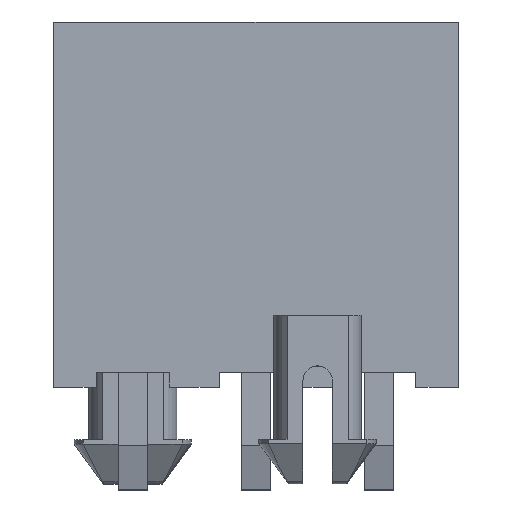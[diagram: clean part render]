
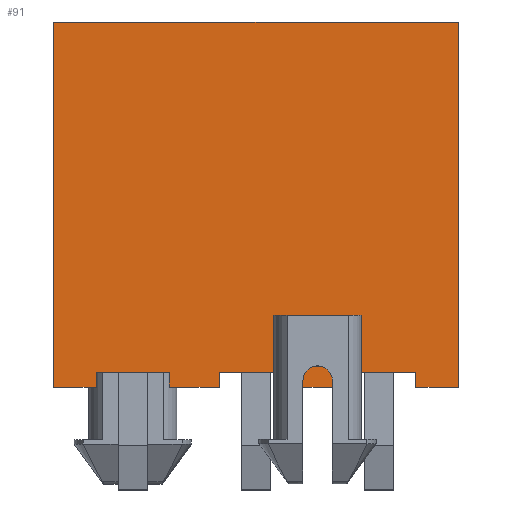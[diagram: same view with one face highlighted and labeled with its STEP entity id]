
A CAD part, top view. The second image highlights one B-rep face of the part: STEP entity #91.
In plain terms, the highlighted planar face has unit normal (0, 0, 1).
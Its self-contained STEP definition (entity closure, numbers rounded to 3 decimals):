
#91=ADVANCED_FACE('',(#309,#310),#311,.T.);
#309=FACE_OUTER_BOUND('',#690,.T.);
#310=FACE_BOUND('',#691,.T.);
#311=PLANE('',#692);
#690=EDGE_LOOP('',(#1215,#1216,#1217,#1218,#1219,#1220,#1221,#1222,#1223,#1224,#1225,#1226,#1227,#1228,#1229,#1230));
#691=EDGE_LOOP('',(#1231,#1232,#1233,#1234));
#692=AXIS2_PLACEMENT_3D('',#1235,#1236,#1237);
#1215=ORIENTED_EDGE('',*,*,#2630,.F.);
#1216=ORIENTED_EDGE('',*,*,#2631,.F.);
#1217=ORIENTED_EDGE('',*,*,#2623,.F.);
#1218=ORIENTED_EDGE('',*,*,#2632,.T.);
#1219=ORIENTED_EDGE('',*,*,#2633,.F.);
#1220=ORIENTED_EDGE('',*,*,#2634,.F.);
#1221=ORIENTED_EDGE('',*,*,#2613,.F.);
#1222=ORIENTED_EDGE('',*,*,#2635,.T.);
#1223=ORIENTED_EDGE('',*,*,#2636,.F.);
#1224=ORIENTED_EDGE('',*,*,#2599,.F.);
#1225=ORIENTED_EDGE('',*,*,#2608,.F.);
#1226=ORIENTED_EDGE('',*,*,#2637,.F.);
#1227=ORIENTED_EDGE('',*,*,#2638,.F.);
#1228=ORIENTED_EDGE('',*,*,#2579,.T.);
#1229=ORIENTED_EDGE('',*,*,#2618,.F.);
#1230=ORIENTED_EDGE('',*,*,#2639,.T.);
#1231=ORIENTED_EDGE('',*,*,#2640,.T.);
#1232=ORIENTED_EDGE('',*,*,#2641,.T.);
#1233=ORIENTED_EDGE('',*,*,#2642,.F.);
#1234=ORIENTED_EDGE('',*,*,#2643,.F.);
#1235=CARTESIAN_POINT('',(-6.9,12.45,2.7));
#1236=DIRECTION('',(0.0,0.0,1.0));
#1237=DIRECTION('',(1.0,0.0,0.0));
#2579=EDGE_CURVE('',#3139,#3137,#3140,.T.);
#2599=EDGE_CURVE('',#3177,#3178,#3179,.T.);
#2608=EDGE_CURVE('',#3192,#3177,#3194,.T.);
#2613=EDGE_CURVE('',#3201,#3203,#3204,.T.);
#2618=EDGE_CURVE('',#3211,#3137,#3212,.T.);
#2623=EDGE_CURVE('',#3219,#3221,#3222,.T.);
#2630=EDGE_CURVE('',#3232,#3233,#3234,.T.);
#2631=EDGE_CURVE('',#3221,#3232,#3235,.T.);
#2632=EDGE_CURVE('',#3219,#3236,#3237,.T.);
#2633=EDGE_CURVE('',#3238,#3236,#3239,.T.);
#2634=EDGE_CURVE('',#3203,#3238,#3240,.T.);
#2635=EDGE_CURVE('',#3201,#3241,#3242,.T.);
#2636=EDGE_CURVE('',#3178,#3241,#3243,.T.);
#2637=EDGE_CURVE('',#3244,#3192,#3245,.T.);
#2638=EDGE_CURVE('',#3139,#3244,#3246,.T.);
#2639=EDGE_CURVE('',#3211,#3233,#3247,.T.);
#2640=EDGE_CURVE('',#3248,#3249,#3250,.T.);
#2641=EDGE_CURVE('',#3249,#3251,#3252,.T.);
#2642=EDGE_CURVE('',#3253,#3251,#3254,.T.);
#2643=EDGE_CURVE('',#3248,#3253,#3255,.T.);
#3137=VERTEX_POINT('',#4011);
#3139=VERTEX_POINT('',#4014);
#3140=LINE('',#4015,#4016);
#3177=VERTEX_POINT('',#4072);
#3178=VERTEX_POINT('',#4073);
#3179=LINE('',#4074,#4075);
#3192=VERTEX_POINT('',#4095);
#3194=LINE('',#4098,#4099);
#3201=VERTEX_POINT('',#4109);
#3203=VERTEX_POINT('',#4112);
#3204=LINE('',#4113,#4114);
#3211=VERTEX_POINT('',#4125);
#3212=LINE('',#4126,#4127);
#3219=VERTEX_POINT('',#4137);
#3221=VERTEX_POINT('',#4140);
#3222=LINE('',#4141,#4142);
#3232=VERTEX_POINT('',#4158);
#3233=VERTEX_POINT('',#4159);
#3234=LINE('',#4160,#4161);
#3235=LINE('',#4162,#4163);
#3236=VERTEX_POINT('',#4164);
#3237=LINE('',#4165,#4166);
#3238=VERTEX_POINT('',#4167);
#3239=LINE('',#4168,#4169);
#3240=LINE('',#4170,#4171);
#3241=VERTEX_POINT('',#4172);
#3242=LINE('',#4173,#4174);
#3243=LINE('',#4175,#4176);
#3244=VERTEX_POINT('',#4177);
#3245=LINE('',#4178,#4179);
#3246=LINE('',#4180,#4181);
#3247=LINE('',#4182,#4183);
#3248=VERTEX_POINT('',#4184);
#3249=VERTEX_POINT('',#4185);
#3250=LINE('',#4186,#4187);
#3251=VERTEX_POINT('',#4188);
#3252=LINE('',#4189,#4190);
#3253=VERTEX_POINT('',#4191);
#3254=LINE('',#4192,#4193);
#3255=LINE('',#4194,#4195);
#4011=CARTESIAN_POINT('',(-6.9,0.0,2.7));
#4014=CARTESIAN_POINT('',(-6.9,12.45,2.7));
#4015=CARTESIAN_POINT('',(-6.9,12.45,2.7));
#4016=VECTOR('',#5211,12.45);
#4072=CARTESIAN_POINT('',(5.45,0.0,2.7));
#4073=CARTESIAN_POINT('',(5.45,0.5,2.7));
#4074=CARTESIAN_POINT('',(5.45,0.0,2.7));
#4075=VECTOR('',#5231,0.5);
#4095=CARTESIAN_POINT('',(6.9,0.0,2.7));
#4098=CARTESIAN_POINT('',(6.9,0.0,2.7));
#4099=VECTOR('',#5240,1.45);
#4109=CARTESIAN_POINT('',(2.95,0.0,2.7));
#4112=CARTESIAN_POINT('',(1.25,0.0,2.7));
#4113=CARTESIAN_POINT('',(2.95,0.0,2.7));
#4114=VECTOR('',#5245,1.7);
#4125=CARTESIAN_POINT('',(-5.45,0.0,2.7));
#4126=CARTESIAN_POINT('',(-5.45,0.0,2.7));
#4127=VECTOR('',#5250,1.45);
#4137=CARTESIAN_POINT('',(-1.25,0.0,2.7));
#4140=CARTESIAN_POINT('',(-2.95,0.0,2.7));
#4141=CARTESIAN_POINT('',(-1.25,0.0,2.7));
#4142=VECTOR('',#5255,1.7);
#4158=CARTESIAN_POINT('',(-2.95,0.5,2.7));
#4159=CARTESIAN_POINT('',(-5.45,0.5,2.7));
#4160=CARTESIAN_POINT('',(-2.95,0.5,2.7));
#4161=VECTOR('',#5262,2.5);
#4162=CARTESIAN_POINT('',(-2.95,0.0,2.7));
#4163=VECTOR('',#5263,0.5);
#4164=CARTESIAN_POINT('',(-1.25,0.5,2.7));
#4165=CARTESIAN_POINT('',(-1.25,0.0,2.7));
#4166=VECTOR('',#5264,0.5);
#4167=CARTESIAN_POINT('',(1.25,0.5,2.7));
#4168=CARTESIAN_POINT('',(1.25,0.5,2.7));
#4169=VECTOR('',#5265,2.5);
#4170=CARTESIAN_POINT('',(1.25,0.0,2.7));
#4171=VECTOR('',#5266,0.5);
#4172=CARTESIAN_POINT('',(2.95,0.5,2.7));
#4173=CARTESIAN_POINT('',(2.95,0.0,2.7));
#4174=VECTOR('',#5267,0.5);
#4175=CARTESIAN_POINT('',(5.45,0.5,2.7));
#4176=VECTOR('',#5268,2.5);
#4177=CARTESIAN_POINT('',(6.9,12.45,2.7));
#4178=CARTESIAN_POINT('',(6.9,12.45,2.7));
#4179=VECTOR('',#5269,12.45);
#4180=CARTESIAN_POINT('',(-6.9,12.45,2.7));
#4181=VECTOR('',#5270,13.8);
#4182=CARTESIAN_POINT('',(-5.45,0.0,2.7));
#4183=VECTOR('',#5271,0.5);
#4184=CARTESIAN_POINT('',(0.85,2.45,2.7));
#4185=CARTESIAN_POINT('',(3.35,2.45,2.7));
#4186=CARTESIAN_POINT('',(0.85,2.45,2.7));
#4187=VECTOR('',#5272,2.5);
#4188=CARTESIAN_POINT('',(3.35,0.72,2.7));
#4189=CARTESIAN_POINT('',(3.35,2.45,2.7));
#4190=VECTOR('',#5273,1.73);
#4191=CARTESIAN_POINT('',(0.85,0.72,2.7));
#4192=CARTESIAN_POINT('',(0.85,0.72,2.7));
#4193=VECTOR('',#5274,2.5);
#4194=CARTESIAN_POINT('',(0.85,2.45,2.7));
#4195=VECTOR('',#5275,1.73);
#5211=DIRECTION('',(0.0,-1.0,0.0));
#5231=DIRECTION('',(0.0,1.0,0.0));
#5240=DIRECTION('',(-1.0,0.0,0.0));
#5245=DIRECTION('',(-1.0,0.0,0.0));
#5250=DIRECTION('',(-1.0,0.0,0.0));
#5255=DIRECTION('',(-1.0,0.0,0.0));
#5262=DIRECTION('',(-1.0,0.0,0.0));
#5263=DIRECTION('',(0.0,1.0,0.0));
#5264=DIRECTION('',(0.0,1.0,0.0));
#5265=DIRECTION('',(-1.0,0.0,0.0));
#5266=DIRECTION('',(0.0,1.0,0.0));
#5267=DIRECTION('',(0.0,1.0,0.0));
#5268=DIRECTION('',(-1.0,0.0,0.0));
#5269=DIRECTION('',(0.0,-1.0,0.0));
#5270=DIRECTION('',(1.0,0.0,0.0));
#5271=DIRECTION('',(0.0,1.0,0.0));
#5272=DIRECTION('',(1.0,0.0,0.0));
#5273=DIRECTION('',(0.0,-1.0,0.0));
#5274=DIRECTION('',(1.0,0.0,0.0));
#5275=DIRECTION('',(0.0,-1.0,0.0));
